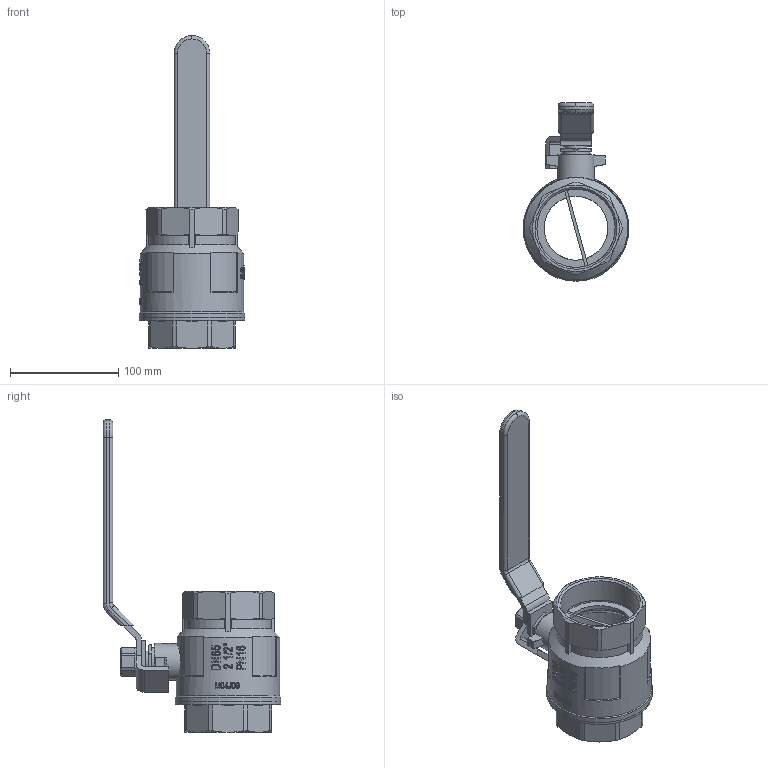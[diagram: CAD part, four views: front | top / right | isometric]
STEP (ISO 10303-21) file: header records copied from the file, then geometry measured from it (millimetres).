
FILE_DESCRIPTION(/* description */ ('Unknown','CAx-IF Rec.Pracs.---Representation and Presentation of Product Manufacturing Information (PMI)---4.0---2014-10-13','CAx-IF Rec.Pracs.---3D Tessellated Geometry---0.4---2014-09-14','2;1'),/* implementation_level */ '2;1');
FILE_NAME(/* name */ '600-10',/* time_stamp */ '2023-09-12T10:27:11+02:00',/* author */ ('Unknown'),/* organization */ ('Unknown'),/* preprocessor_version */ 'ST-DEVELOPER v18.102',/* originating_system */ 'Solid Edge',/* authorisation */ 'Unknown');
FILE_SCHEMA (('AP242_MANAGED_MODEL_BASED_3D_ENGINEERING_MIM_LF { 1 0 10303 442 1 1 4 }'));
Length unit declared in the file: millimetre
Products named in the file (14): 600-2_1_2; 600-2_1_2-Kvrper-co_oa_0; 600-2_1_2-Einschraubteil; 600-2_1_2-Kvrper; Stahlgriff 2_1_2-4; 600-3-Kunsstoffbezug; 600-3-Stahlgriff1; 600-2_1_2-Spindel-co_oa_1; 600-2_1_2-O-Ring; 600-2_1_2-Spindel; 600-2_1_2-Stopfbuchse.1; M16
Assembly tree (13 placements, depth 4):
  600-2_1_2
    600-2_1_2-Kvrper-co_oa_0
      600-2_1_2-Einschraubteil
      600-2_1_2-Kvrper
    Stahlgriff 2_1_2-4
      600-3-Kunsstoffbezug
        600-3-Kunsstoffbezug
      600-3-Stahlgriff1
        600-3-Stahlgriff1
    600-2_1_2-Spindel-co_oa_1
      600-2_1_2-O-Ring
      600-2_1_2-Spindel
      600-2_1_2-Stopfbuchse.1
    M16
Bounding box: 97.5 x 164.25 x 288.5 mm (x, y, z)
Volume: 275922.5 mm3; surface area: 153880.2 mm2
Topology: 8 solids, 8 shells, 1417 faces, 3945 edges, 2609 vertices
Faces by surface type: plane 1218, cylinder 131, cone 56, bspline 8, torus 2, sphere 2
Full cylindrical faces by diameter (mm): 13.835 x1, 17.6 x1, 19.7 x1, 20 x2, 20.5 x1, 24 x1, 25.1 x1, 26 x1, 26.5 x1, 28 x1, 34 x1, 59 x2, 72 x2, 72.2 x1, 72.222 x2, 72.3 x1, 89 x1, 89.1 x1, 91 x1, 92 x1, 95.5 x1, 97.5 x2
Entity records: 50691 total; most frequent: CARTESIAN_POINT 12173, DIRECTION 8757, ORIENTED_EDGE 7766, EDGE_CURVE 3883, AXIS2_PLACEMENT_3D 3551, VERTEX_POINT 2597, ELLIPSE 1716, LINE 1655
